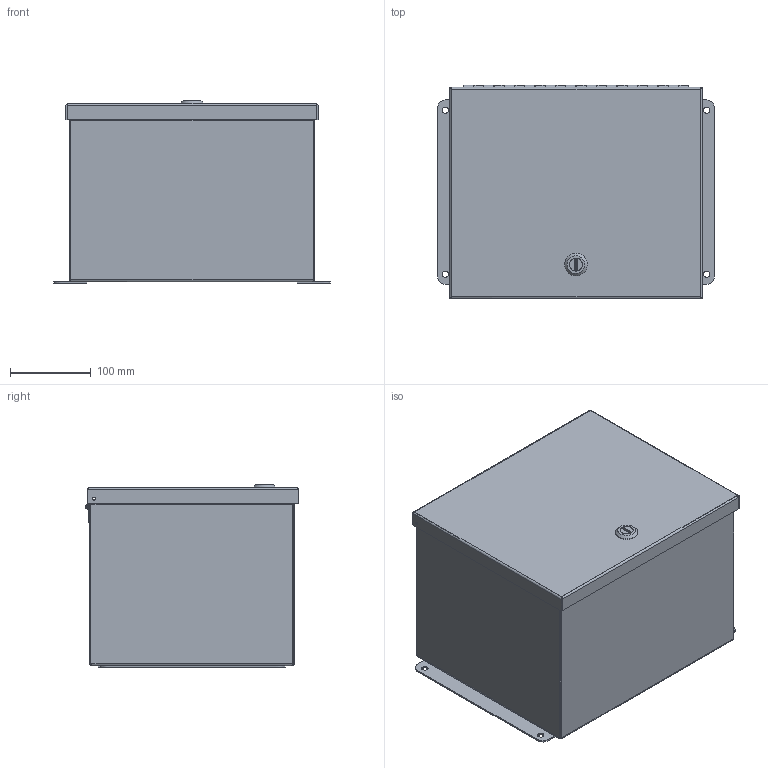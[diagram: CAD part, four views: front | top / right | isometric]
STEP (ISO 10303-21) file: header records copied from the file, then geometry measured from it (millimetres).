
FILE_DESCRIPTION(/* description */ ('NEMA4,JIC,CS,CH,12X10X8'),/* implementation_level */ '2;1');
FILE_NAME(/* name */ 'BN4121008CHQT.stp',/* time_stamp */ '2021-10-23T16:42:43-05:00',/* author */ ('samuelbadillo'),/* organization */ (''),/* preprocessor_version */ 'ST-DEVELOPER v18',/* originating_system */ 'Autodesk Inventor 2020',/* authorisation */ '');
FILE_SCHEMA (('AUTOMOTIVE_DESIGN { 1 0 10303 214 3 1 1 }'));
Length unit declared in the file: inch
Products named in the file (20): BN4121008CHQT; BN41210CHQTLID; FOAM IN PLACE; 3484; 3484_1; HFW328123; HFW328123L; HFW328123P; HFW328123T; BN4121008CHQTBKP; 3499; 38811; HFW351139; 1000-u155_asm; 1000-5046_prt; 1000-24; 1000-u142_asm; 1000-318; 1000-03; 1000-277-01
Assembly tree (22 placements, depth 4):
  BN4121008CHQT
    BN41210CHQTLID
    FOAM IN PLACE
    3484
    3484_1
    HFW328123
      HFW328123L
      HFW328123P
      HFW328123T
    BN4121008CHQTBKP
    3499  x4
    38811
    HFW351139
      1000-u155_asm
      1000-5046_prt
      1000-24
      1000-u142_asm
        1000-318
        1000-03
        1000-277-01
Bounding box: 342.9 x 264.31 x 226.43 mm (x, y, z)
Volume: 777951 mm3; surface area: 974412.9 mm2
Topology: 21 solids, 23 shells, 803 faces, 1955 edges, 1219 vertices
Faces by surface type: plane 402, cylinder 269, bspline 78, torus 30, cone 20, sphere 4
Full cylindrical faces by diameter (mm): 2.54 x1, 2.957 x22, 3.048 x8, 3.556 x2, 3.962 x4, 4.826 x1, 5 x1, 6 x1, 6.35 x1, 7.62 x4, 7.874 x4, 9.9 x1, 10 x2, 10.2 x1, 11.05 x1, 12.8 x1, 13.5 x1, 15.2 x1, 15.8 x1, 15.875 x4, 16.1 x2, 19.8 x2, 20.376 x1, 22 x3, 28 x2
Entity records: 26705 total; most frequent: CARTESIAN_POINT 6857, DIRECTION 3852, ORIENTED_EDGE 3768, EDGE_CURVE 1886, AXIS2_PLACEMENT_3D 1359, VERTEX_POINT 1171, LINE 1134, VECTOR 1134
